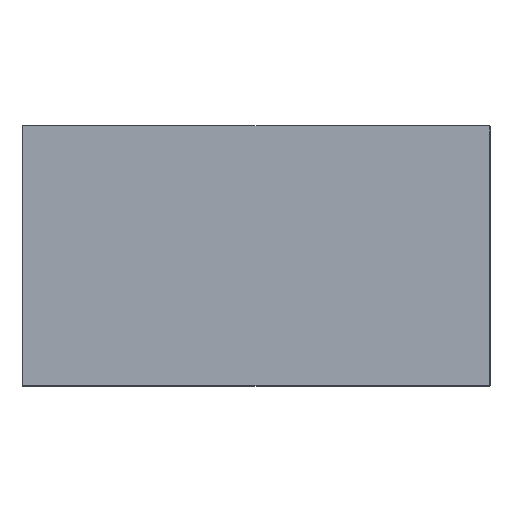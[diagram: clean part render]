
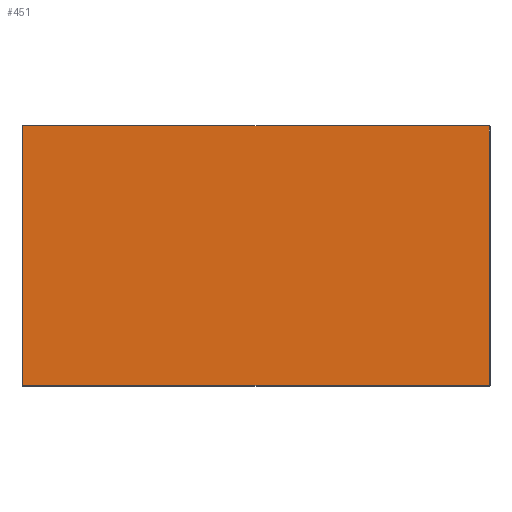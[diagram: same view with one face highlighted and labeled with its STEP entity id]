
A CAD part, top view. The second image highlights one B-rep face of the part: STEP entity #451.
In plain terms, the highlighted face is planar.
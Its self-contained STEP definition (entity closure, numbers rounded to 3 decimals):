
#451=ADVANCED_FACE('',(#567),#1935,.T.);
#567=FACE_OUTER_BOUND('',#683,.T.);
#683=EDGE_LOOP('',(#1135,#1136,#1137,#1138));
#1135=ORIENTED_EDGE('',*,*,#1411,.T.);
#1136=ORIENTED_EDGE('',*,*,#1421,.T.);
#1137=ORIENTED_EDGE('',*,*,#1422,.T.);
#1138=ORIENTED_EDGE('',*,*,#1423,.T.);
#1411=EDGE_CURVE('',#1822,#1821,#1659,.T.);
#1421=EDGE_CURVE('',#1821,#1831,#1669,.T.);
#1422=EDGE_CURVE('',#1831,#1832,#1670,.T.);
#1423=EDGE_CURVE('',#1832,#1822,#1671,.T.);
#1659=B_SPLINE_CURVE_WITH_KNOTS('',1,(#3240,#3241),.UNSPECIFIED.,.F.,.F.,
(2,2),(-898.,0.),.UNSPECIFIED.);
#1669=B_SPLINE_CURVE_WITH_KNOTS('',1,(#3260,#3261),.UNSPECIFIED.,.F.,.F.,
(2,2),(0.,499.),.UNSPECIFIED.);
#1670=B_SPLINE_CURVE_WITH_KNOTS('',1,(#3262,#3263),.UNSPECIFIED.,.F.,.F.,
(2,2),(0.,898.),.UNSPECIFIED.);
#1671=B_SPLINE_CURVE_WITH_KNOTS('',1,(#3264,#3265),.UNSPECIFIED.,.F.,.F.,
(2,2),(0.,499.),.UNSPECIFIED.);
#1821=VERTEX_POINT('',#3214);
#1822=VERTEX_POINT('',#3215);
#1831=VERTEX_POINT('',#3224);
#1832=VERTEX_POINT('',#3225);
#1935=PLANE('',#2187);
#2187=AXIS2_PLACEMENT_3D('',#3016,#2325,$);
#2325=DIRECTION('',(0.,1.,0.));
#3016=CARTESIAN_POINT('',(-538.8,20.,-299.9));
#3214=CARTESIAN_POINT('',(-449.,20.,-250.));
#3215=CARTESIAN_POINT('',(449.,20.,-250.));
#3224=CARTESIAN_POINT('',(-449.,20.,249.));
#3225=CARTESIAN_POINT('',(449.,20.,249.));
#3240=CARTESIAN_POINT('',(449.,20.,-250.));
#3241=CARTESIAN_POINT('',(-449.,20.,-250.));
#3260=CARTESIAN_POINT('',(-449.,20.,-250.));
#3261=CARTESIAN_POINT('',(-449.,20.,249.));
#3262=CARTESIAN_POINT('',(-449.,20.,249.));
#3263=CARTESIAN_POINT('',(449.,20.,249.));
#3264=CARTESIAN_POINT('',(449.,20.,249.));
#3265=CARTESIAN_POINT('',(449.,20.,-250.));
